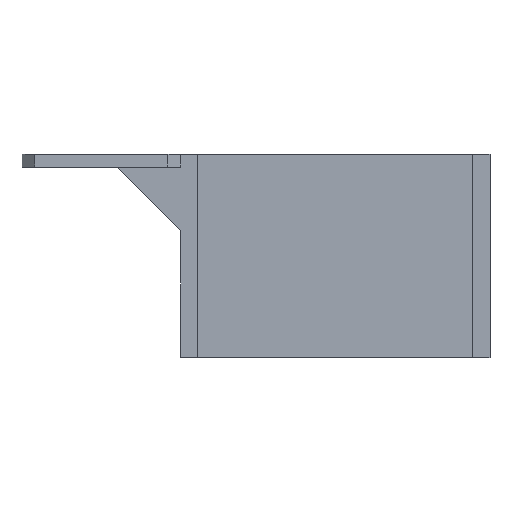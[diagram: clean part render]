
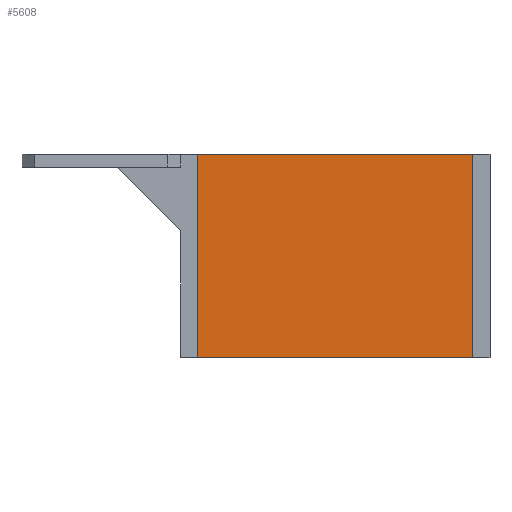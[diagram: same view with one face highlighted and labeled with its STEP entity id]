
A CAD part, left-side view. The second image highlights one B-rep face of the part: STEP entity #5608.
In plain terms, the highlighted planar face has unit normal (-1, 0, 0).
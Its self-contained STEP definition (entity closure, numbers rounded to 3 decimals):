
#918=FACE_OUTER_BOUND('',#1249,.T.);
#1249=EDGE_LOOP('',(#5178,#5179,#5180,#5181));
#1302=LINE('',#6522,#1749);
#1311=LINE('',#6542,#1758);
#1313=LINE('',#6545,#1760);
#1696=LINE('',#10918,#2143);
#1749=VECTOR('',#5828,10.);
#1758=VECTOR('',#5843,10.);
#1760=VECTOR('',#5847,10.);
#2143=VECTOR('',#6408,10.);
#2181=VERTEX_POINT('',#6518);
#2182=VERTEX_POINT('',#6520);
#2189=VERTEX_POINT('',#6539);
#2190=VERTEX_POINT('',#6541);
#2750=EDGE_CURVE('',#2182,#2181,#1302,.T.);
#2759=EDGE_CURVE('',#2190,#2189,#1311,.T.);
#2761=EDGE_CURVE('',#2189,#2181,#1313,.T.);
#3528=EDGE_CURVE('',#2190,#2182,#1696,.T.);
#5178=ORIENTED_EDGE('',*,*,#2761,.T.);
#5179=ORIENTED_EDGE('',*,*,#2750,.F.);
#5180=ORIENTED_EDGE('',*,*,#3528,.F.);
#5181=ORIENTED_EDGE('',*,*,#2759,.T.);
#5303=PLANE('',#5741);
#5608=ADVANCED_FACE('',(#918),#5303,.T.);
#5741=AXIS2_PLACEMENT_3D('',#10922,#6411,#6412);
#5828=DIRECTION('',(0.,0.,-1.));
#5843=DIRECTION('',(0.,0.,-1.));
#5847=DIRECTION('',(0.,-1.,0.));
#6408=DIRECTION('',(0.,-1.,0.));
#6411=DIRECTION('center_axis',(-1.,0.,0.));
#6412=DIRECTION('ref_axis',(0.,-1.,0.));
#6518=CARTESIAN_POINT('',(32.668,-42.475,0.));
#6520=CARTESIAN_POINT('',(32.668,-42.475,32.));
#6522=CARTESIAN_POINT('',(32.668,-42.475,32.));
#6539=CARTESIAN_POINT('',(32.668,2.475,0.));
#6541=CARTESIAN_POINT('',(32.668,2.475,32.));
#6542=CARTESIAN_POINT('',(32.668,2.475,32.));
#6545=CARTESIAN_POINT('',(32.668,4.375,0.));
#10918=CARTESIAN_POINT('',(32.668,4.375,32.));
#10922=CARTESIAN_POINT('Origin',(32.668,4.375,0.));
